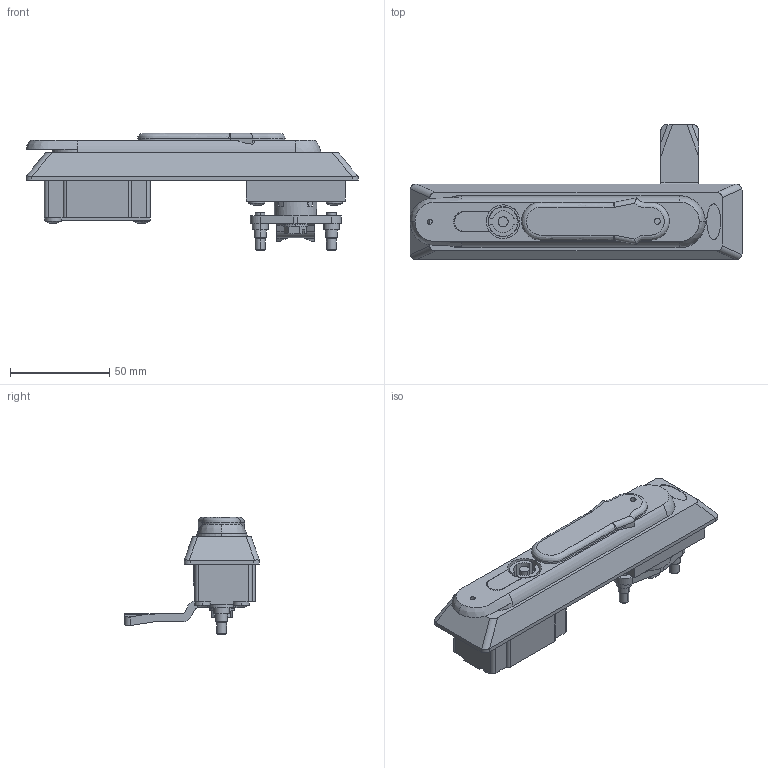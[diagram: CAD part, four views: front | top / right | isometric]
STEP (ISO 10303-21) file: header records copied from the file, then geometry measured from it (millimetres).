
FILE_DESCRIPTION (( 'STEP AP203' ), '1' );
FILE_NAME ('101.15.01.STEP', '2020-06-03T13:00:15', ( '' ), ( '' ), 'SwSTEP 2.0', 'SolidWorks 2019', '' );
FILE_SCHEMA (( 'CONFIG_CONTROL_DESIGN' ));
Length unit declared in the file: inch
Products named in the file (16): 3_1; 30403047; 11_1; 101.15.01; 6_1; 15 göbek_1; 2_1; 12_1; 7_1; 10_1; 4_1; 8_1; 13_1; 5_1; 1_1; 9_1
Assembly tree (15 placements, depth 2):
  101.15.01
    1_1
    2_1
    3_1
    4_1
    5_1
    6_1
    7_1
    8_1
    9_1
    10_1
    11_1
    12_1
    13_1
    15 göbek_1
    30403047
Bounding box: 167.5 x 68.1 x 59.2 mm (x, y, z)
Volume: 118701.2 mm3; surface area: 75117.7 mm2
Topology: 17 solids, 17 shells, 1048 faces, 2941 edges, 1947 vertices
Faces by surface type: plane 543, cylinder 343, bspline 74, cone 64, torus 13, sphere 11
Entity records: 49332 total; most frequent: CARTESIAN_POINT 21319, ORIENTED_EDGE 5852, DIRECTION 5069, EDGE_CURVE 2926, VERTEX_POINT 1943, AXIS2_PLACEMENT_3D 1753, LINE 1563, VECTOR 1563
